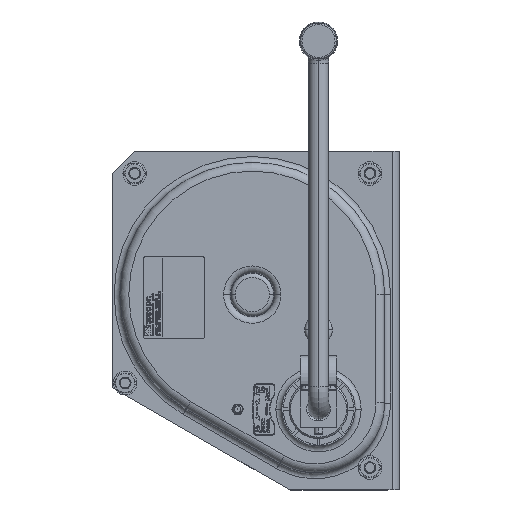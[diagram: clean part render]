
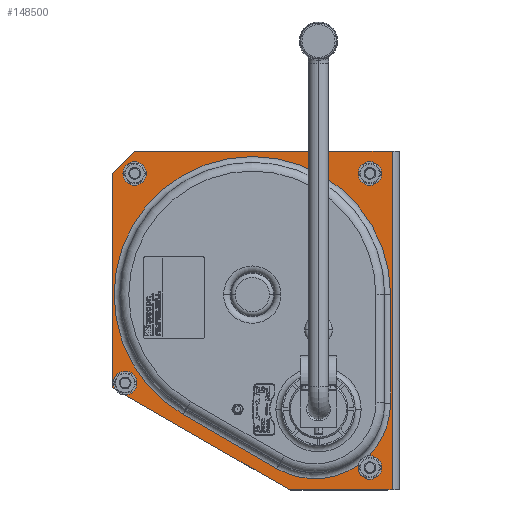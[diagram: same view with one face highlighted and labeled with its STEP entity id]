
A CAD part, top view. The second image highlights one B-rep face of the part: STEP entity #148500.
In plain terms, the highlighted face is planar.
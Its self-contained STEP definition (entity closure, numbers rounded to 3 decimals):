
#32900=CARTESIAN_POINT('',(-95.,147.,-132.5));
#32910=DIRECTION('',(0.,0.,1.));
#32920=VECTOR('',#32910,1.);
#32930=LINE('',#32900,#32920);
#32940=CARTESIAN_POINT('',(-95.,147.,-132.5));
#32950=VERTEX_POINT('',#32940);
#32960=CARTESIAN_POINT('',(-95.,147.,97.5));
#32970=VERTEX_POINT('',#32960);
#32980=EDGE_CURVE('',#32950,#32970,#32930,.T.);
#33770=CARTESIAN_POINT('',(80.,147.,97.5));
#33780=VERTEX_POINT('',#33770);
#33810=CARTESIAN_POINT('',(80.,147.,97.5));
#33820=DIRECTION('',(0.707,0.,-0.707));
#33830=VECTOR('',#33820,1.);
#33840=LINE('',#33810,#33830);
#33850=CARTESIAN_POINT('',(95.,147.,82.5));
#33860=VERTEX_POINT('',#33850);
#33870=EDGE_CURVE('',#33780,#33860,#33840,.T.);
#34490=CARTESIAN_POINT('',(95.,147.,-63.218));
#34500=VERTEX_POINT('',#34490);
#34530=CARTESIAN_POINT('',(95.,147.,-63.218));
#34540=DIRECTION('',(-0.866,0.,-0.5));
#34550=VECTOR('',#34540,1.);
#34560=LINE('',#34530,#34550);
#34570=CARTESIAN_POINT('',(93.314,147.,-64.191));
#34580=VERTEX_POINT('',#34570);
#34590=EDGE_CURVE('',#34500,#34580,#34560,.T.);
#34650=CARTESIAN_POINT('',(86.723,147.,-67.997));
#34660=VERTEX_POINT('',#34650);
#34690=CARTESIAN_POINT('',(-25.,147.,-132.5));
#34700=VERTEX_POINT('',#34690);
#34710=EDGE_CURVE('',#34660,#34700,#34560,.T.);
#42870=CARTESIAN_POINT('',(95.,147.,-62.5));
#42880=DIRECTION('',(0.,0.,-1.));
#42890=VECTOR('',#42880,1.);
#42900=LINE('',#42870,#42890);
#42910=EDGE_CURVE('',#33860,#34500,#42900,.T.);
#52330=CARTESIAN_POINT('',(-25.,147.,-132.5));
#52340=DIRECTION('',(-1.,0.,0.));
#52350=VECTOR('',#52340,1.);
#52360=LINE('',#52330,#52350);
#52370=EDGE_CURVE('',#34700,#32950,#52360,.T.);
#54530=CARTESIAN_POINT('',(-95.,147.,97.5));
#54540=DIRECTION('',(1.,0.,0.));
#54550=VECTOR('',#54540,1.);
#54560=LINE('',#54530,#54550);
#54570=EDGE_CURVE('',#32970,#33780,#54560,.T.);
#147020=CARTESIAN_POINT('',(-72.21,147.,-115.678));
#147030=VERTEX_POINT('',#147020);
#147040=CARTESIAN_POINT('',(-79.416,147.,-109.521));
#147050=VERTEX_POINT('',#147040);
#147080=CARTESIAN_POINT('',(-42.5,147.,-73.612));
#147090=DIRECTION('',(0.,1.,0.));
#147100=DIRECTION('',(-1.,0.,0.));
#147110=AXIS2_PLACEMENT_3D('',#147080,#147090,#147100);
#147120=CIRCLE('',#147110,51.5);
#147130=CARTESIAN_POINT('',(-16.75,147.,-118.212));
#147140=VERTEX_POINT('',#147130);
#147150=EDGE_CURVE('',#147140,#147030,#147120,.T.);
#147400=CARTESIAN_POINT('',(-94.,147.,-73.612));
#147410=VERTEX_POINT('',#147400);
#147440=EDGE_CURVE('',#147050,#147410,#147120,.T.);
#147490=CARTESIAN_POINT('',(-7.497,147.,-10.511));
#147500=DIRECTION('',(0.,1.,-0.));
#147510=DIRECTION('',(-1.,0.,0.));
#147520=AXIS2_PLACEMENT_3D('',#147490,#147500,#147510);
#147530=PLANE('',#147520);
#147540=CARTESIAN_POINT('',(-65.237,147.,-146.207));
#147550=DIRECTION('',(-0.866,0.,-0.5));
#147560=VECTOR('',#147550,1.);
#147570=LINE('',#147540,#147560);
#147580=CARTESIAN_POINT('',(47.,147.,-81.406));
#147590=VERTEX_POINT('',#147580);
#147600=EDGE_CURVE('',#147590,#147140,#147570,.T.);
#147610=ORIENTED_EDGE('',*,*,#147600,.F.);
#147620=ORIENTED_EDGE('',*,*,#147150,.F.);
#147630=CARTESIAN_POINT('',(-80.,147.,-117.5));
#147640=DIRECTION('',(0.,1.,0.));
#147650=DIRECTION('',(0.,0.,-1.));
#147660=AXIS2_PLACEMENT_3D('',#147630,#147640,#147650);
#147670=CIRCLE('',#147660,8.);
#147680=CARTESIAN_POINT('',(-80.,147.,-125.5));
#147690=VERTEX_POINT('',#147680);
#147700=EDGE_CURVE('',#147030,#147690,#147670,.T.);
#147710=ORIENTED_EDGE('',*,*,#147700,.F.);
#147720=CARTESIAN_POINT('',(-80.,147.,-109.5));
#147730=VERTEX_POINT('',#147720);
#147740=EDGE_CURVE('',#147690,#147730,#147670,.T.);
#147750=ORIENTED_EDGE('',*,*,#147740,.F.);
#147760=EDGE_CURVE('',#147730,#147050,#147670,.T.);
#147770=ORIENTED_EDGE('',*,*,#147760,.F.);
#147780=ORIENTED_EDGE('',*,*,#147440,.F.);
#147790=CARTESIAN_POINT('',(-94.,147.,-96.157));
#147800=DIRECTION('',(0.,0.,1.));
#147810=VECTOR('',#147800,1.);
#147820=LINE('',#147790,#147810);
#147830=CARTESIAN_POINT('',(-94.,147.,0.));
#147840=VERTEX_POINT('',#147830);
#147850=EDGE_CURVE('',#147410,#147840,#147820,.T.);
#147860=ORIENTED_EDGE('',*,*,#147850,.F.);
#147870=CARTESIAN_POINT('',(0.,147.,0.));
#147880=DIRECTION('',(0.,1.,0.));
#147890=DIRECTION('',(-1.,0.,0.));
#147900=AXIS2_PLACEMENT_3D('',#147870,#147880,#147890);
#147910=CIRCLE('',#147900,94.);
#147920=EDGE_CURVE('',#147840,#147590,#147910,.T.);
#147930=ORIENTED_EDGE('',*,*,#147920,.F.);
#147940=EDGE_LOOP('',(#147930,#147860,#147780,#147770,#147750,#147710,
#147620,#147610));
#147950=FACE_BOUND('',#147940,.T.);
#147960=CARTESIAN_POINT('',(86.5,147.,-60.));
#147970=DIRECTION('',(0.,1.,0.));
#147980=DIRECTION('',(0.,0.,-1.));
#147990=AXIS2_PLACEMENT_3D('',#147960,#147970,#147980);
#148000=CIRCLE('',#147990,8.);
#148010=CARTESIAN_POINT('',(86.5,147.,-68.));
#148020=VERTEX_POINT('',#148010);
#148030=EDGE_CURVE('',#34660,#148020,#148000,.T.);
#148040=ORIENTED_EDGE('',*,*,#148030,.F.);
#148050=CARTESIAN_POINT('',(86.5,147.,-52.));
#148060=VERTEX_POINT('',#148050);
#148070=EDGE_CURVE('',#148020,#148060,#148000,.T.);
#148080=ORIENTED_EDGE('',*,*,#148070,.F.);
#148090=EDGE_CURVE('',#148060,#34580,#148000,.T.);
#148100=ORIENTED_EDGE('',*,*,#148090,.F.);
#148110=ORIENTED_EDGE('',*,*,#34590,.T.);
#148120=ORIENTED_EDGE('',*,*,#42910,.T.);
#148130=ORIENTED_EDGE('',*,*,#33870,.T.);
#148140=ORIENTED_EDGE('',*,*,#54570,.T.);
#148150=ORIENTED_EDGE('',*,*,#32980,.T.);
#148160=ORIENTED_EDGE('',*,*,#52370,.T.);
#148170=ORIENTED_EDGE('',*,*,#34710,.T.);
#148180=EDGE_LOOP('',(#148170,#148160,#148150,#148140,#148130,#148120,
#148110,#148100,#148080,#148040));
#148190=FACE_OUTER_BOUND('',#148180,.T.);
#148200=CARTESIAN_POINT('',(80.,147.,82.5));
#148210=DIRECTION('',(0.,1.,0.));
#148220=DIRECTION('',(0.,0.,-1.));
#148230=AXIS2_PLACEMENT_3D('',#148200,#148210,#148220);
#148240=CIRCLE('',#148230,8.);
#148250=CARTESIAN_POINT('',(80.,147.,74.5));
#148260=VERTEX_POINT('',#148250);
#148270=CARTESIAN_POINT('',(80.,147.,90.5));
#148280=VERTEX_POINT('',#148270);
#148290=EDGE_CURVE('',#148260,#148280,#148240,.T.);
#148300=ORIENTED_EDGE('',*,*,#148290,.F.);
#148310=EDGE_CURVE('',#148280,#148260,#148240,.T.);
#148320=ORIENTED_EDGE('',*,*,#148310,.F.);
#148330=EDGE_LOOP('',(#148320,#148300));
#148340=FACE_BOUND('',#148330,.T.);
#148350=CARTESIAN_POINT('',(-80.,147.,82.5));
#148360=DIRECTION('',(0.,1.,0.));
#148370=DIRECTION('',(0.,0.,-1.));
#148380=AXIS2_PLACEMENT_3D('',#148350,#148360,#148370);
#148390=CIRCLE('',#148380,8.);
#148400=CARTESIAN_POINT('',(-80.,147.,74.5));
#148410=VERTEX_POINT('',#148400);
#148420=CARTESIAN_POINT('',(-80.,147.,90.5));
#148430=VERTEX_POINT('',#148420);
#148440=EDGE_CURVE('',#148410,#148430,#148390,.T.);
#148450=ORIENTED_EDGE('',*,*,#148440,.F.);
#148460=EDGE_CURVE('',#148430,#148410,#148390,.T.);
#148470=ORIENTED_EDGE('',*,*,#148460,.F.);
#148480=EDGE_LOOP('',(#148470,#148450));
#148490=FACE_BOUND('',#148480,.T.);
#148500=ADVANCED_FACE('',(#147950,#148190,#148340,#148490),#147530,.T.);
